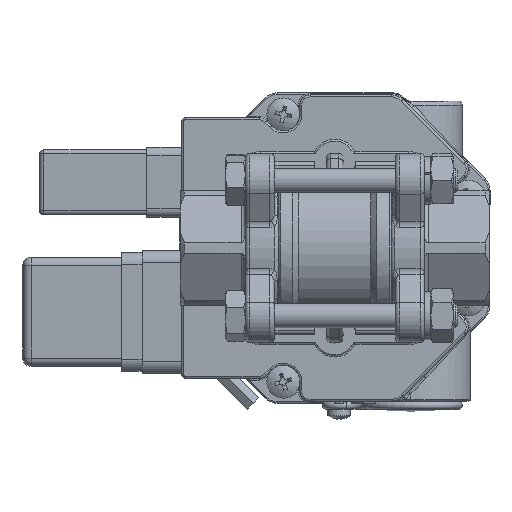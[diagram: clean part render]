
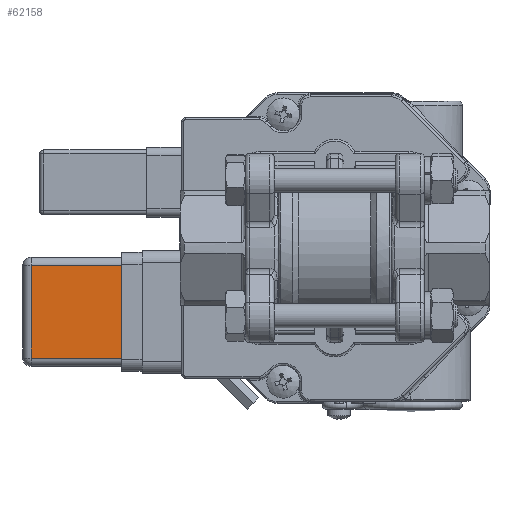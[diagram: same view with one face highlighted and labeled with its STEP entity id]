
A CAD part, front view. The second image highlights one B-rep face of the part: STEP entity #62158.
In plain terms, the highlighted face is planar.
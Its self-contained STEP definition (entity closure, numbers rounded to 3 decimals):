
#19465=ORIENTED_EDGE('',*,*,#27083,.T.);
#19466=ORIENTED_EDGE('',*,*,#27079,.T.);
#19467=ORIENTED_EDGE('',*,*,#27099,.T.);
#19468=ORIENTED_EDGE('',*,*,#27092,.T.);
#27079=EDGE_CURVE('',#31740,#31744,#34842,.T.);
#27083=EDGE_CURVE('',#31746,#31740,#34845,.T.);
#27092=EDGE_CURVE('',#31751,#31746,#34851,.T.);
#27099=EDGE_CURVE('',#31744,#31751,#34856,.T.);
#31740=VERTEX_POINT('',#122909);
#31744=VERTEX_POINT('',#122920);
#31746=VERTEX_POINT('',#122926);
#31751=VERTEX_POINT('',#122946);
#34842=LINE('',#122922,#37830);
#34845=LINE('',#122929,#37833);
#34851=LINE('',#122945,#37839);
#34856=LINE('',#122959,#37844);
#37830=VECTOR('',#81051,1000.);
#37833=VECTOR('',#81058,1000.);
#37839=VECTOR('',#81078,1000.);
#37844=VECTOR('',#81095,1000.);
#41242=EDGE_LOOP('',(#19465,#19466,#19467,#19468));
#44795=FACE_BOUND('',#41242,.T.);
#45971=PLANE('',#67621);
#62158=ADVANCED_FACE('',(#44795),#45971,.F.);
#67621=AXIS2_PLACEMENT_3D('',#122958,#81093,#81094);
#81051=DIRECTION('',(0.,0.,-1.));
#81058=DIRECTION('',(1.,0.,0.));
#81078=DIRECTION('',(0.,0.,1.));
#81093=DIRECTION('',(0.,-1.,0.));
#81094=DIRECTION('',(0.,0.,-1.));
#81095=DIRECTION('',(-1.,0.,0.));
#122909=CARTESIAN_POINT('',(11.25,13.25,36.6));
#122920=CARTESIAN_POINT('',(11.25,13.25,14.6));
#122922=CARTESIAN_POINT('',(11.25,13.25,38.6));
#122926=CARTESIAN_POINT('',(-11.25,13.25,36.6));
#122929=CARTESIAN_POINT('',(-13.25,13.25,36.6));
#122945=CARTESIAN_POINT('',(-11.25,13.25,38.6));
#122946=CARTESIAN_POINT('',(-11.25,13.25,14.6));
#122958=CARTESIAN_POINT('',(-13.25,13.25,38.6));
#122959=CARTESIAN_POINT('',(-13.25,13.25,14.6));
